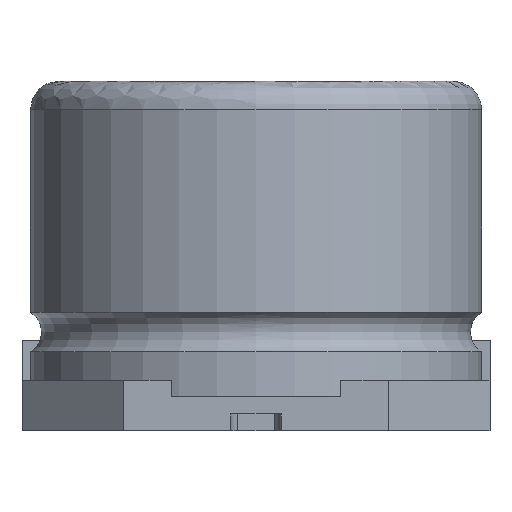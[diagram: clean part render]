
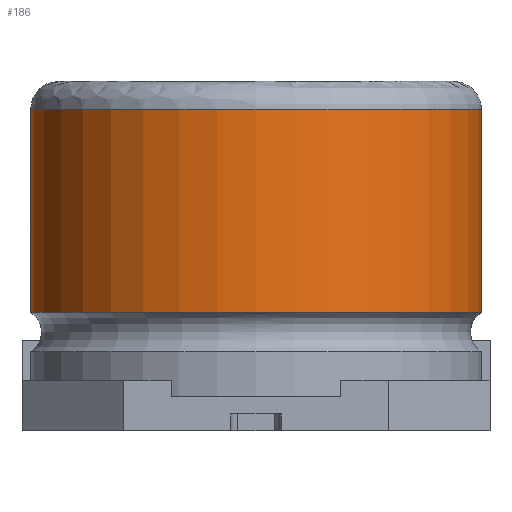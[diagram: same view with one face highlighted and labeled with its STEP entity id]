
A CAD part, left-side view. The second image highlights one B-rep face of the part: STEP entity #186.
In plain terms, the highlighted cylindrical face has radius 4 mm (diameter 8 mm), a full revolution.
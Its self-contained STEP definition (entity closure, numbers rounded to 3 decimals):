
#141=CARTESIAN_POINT('',(-4.0,0.0,5.7));
#142=VERTEX_POINT('',#141);
#143=CARTESIAN_POINT('',(-0.0,0.0,5.7));
#144=DIRECTION('',(0.0,-0.0,-1.0));
#145=DIRECTION('',(-1.0,-0.0,-0.0));
#146=AXIS2_PLACEMENT_3D('',#143,#144,#145);
#147=CIRCLE('',#146,4.0);
#148=EDGE_CURVE('n� 231',#142,#142,#147,.T.);
#167=ORIENTED_EDGE('',*,*,#148,.T.);
#168=EDGE_LOOP('',(#167));
#169=FACE_OUTER_BOUND('',#168,.T.);
#170=CARTESIAN_POINT('',(-4.0,-0.0,2.1));
#171=VERTEX_POINT('',#170);
#172=CARTESIAN_POINT('',(-0.0,0.0,2.1));
#173=DIRECTION('',(-0.0,0.0,1.0));
#174=DIRECTION('',(-1.0,-0.0,-0.0));
#175=AXIS2_PLACEMENT_3D('',#172,#173,#174);
#176=CIRCLE('',#175,4.0);
#177=EDGE_CURVE('n� 163',#171,#171,#176,.T.);
#178=ORIENTED_EDGE('',*,*,#177,.T.);
#179=EDGE_LOOP('',(#178));
#180=FACE_BOUND('',#179,.T.);
#181=CARTESIAN_POINT('',(-0.0,0.0,6.2));
#182=DIRECTION('',(0.0,-0.0,-1.0));
#183=DIRECTION('',(-1.0,-0.0,-0.0));
#184=AXIS2_PLACEMENT_3D('',#181,#182,#183);
#185=CYLINDRICAL_SURFACE('',#184,4.0);
#186=ADVANCED_FACE('n� 226',(#169,#180),#185,.T.);
